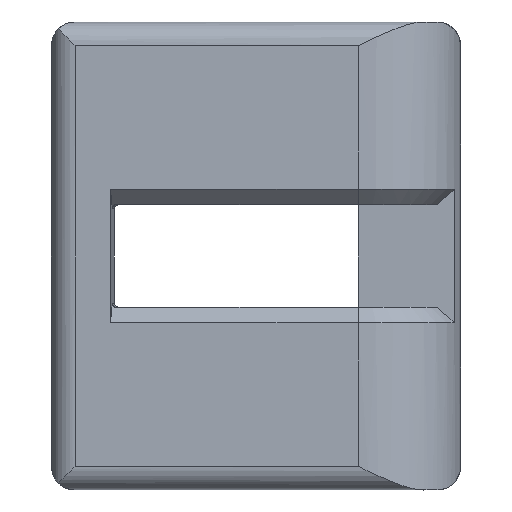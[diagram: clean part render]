
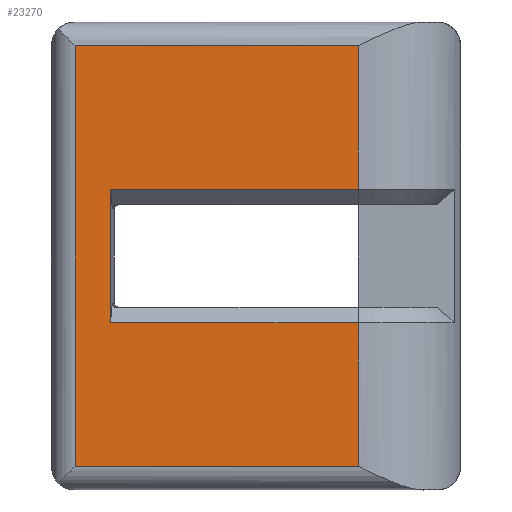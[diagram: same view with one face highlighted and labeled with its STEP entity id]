
A CAD part, left-side view. The second image highlights one B-rep face of the part: STEP entity #23270.
In plain terms, the highlighted planar face has unit normal (-1, 0, 0).
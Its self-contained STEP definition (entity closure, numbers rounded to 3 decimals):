
#17400=CARTESIAN_POINT('',(12.657,-14.848,
3.561));
#17410=VERTEX_POINT('',#17400);
#17810=CARTESIAN_POINT('',(12.657,-11.698,
3.561));
#17820=VERTEX_POINT('',#17810);
#17850=CARTESIAN_POINT('',(12.657,-13.273,
3.561));
#17860=DIRECTION('',(0.,-1.,0.));
#17870=VECTOR('',#17860,1.);
#17880=LINE('',#17850,#17870);
#17890=EDGE_CURVE('',#17820,#17410,#17880,.T.);
#18870=CARTESIAN_POINT('',(12.657,-14.848,
-0.427));
#18880=DIRECTION('',(0.,0.,1.));
#18890=VECTOR('',#18880,1.);
#18900=LINE('',#18870,#18890);
#18910=CARTESIAN_POINT('',(12.657,-14.848,
5.386));
#18920=VERTEX_POINT('',#18910);
#18930=EDGE_CURVE('',#17410,#18920,#18900,.T.);
#21380=CARTESIAN_POINT('',(12.657,-14.848,
0.036));
#21390=VERTEX_POINT('',#21380);
#21420=CARTESIAN_POINT('',(12.657,-14.848,
1.861));
#21430=VERTEX_POINT('',#21420);
#21440=EDGE_CURVE('',#21390,#21430,#18900,.T.);
#21690=CARTESIAN_POINT('',(12.657,-11.248,
5.386));
#21700=VERTEX_POINT('',#21690);
#21730=CARTESIAN_POINT('',(12.657,-11.248,0.));
#21740=DIRECTION('',(0.,0.,1.));
#21750=VECTOR('',#21740,1.);
#21760=LINE('',#21730,#21750);
#21770=CARTESIAN_POINT('',(12.657,-11.248,
0.036));
#21780=VERTEX_POINT('',#21770);
#21790=EDGE_CURVE('',#21780,#21700,#21760,.T.);
#22500=CARTESIAN_POINT('',(12.657,0.,0.036));
#22510=DIRECTION('',(0.,1.,0.));
#22520=VECTOR('',#22510,1.);
#22530=LINE('',#22500,#22520);
#22540=EDGE_CURVE('',#21390,#21780,#22530,.T.);
#22950=CARTESIAN_POINT('',(12.657,-14.938,
-0.413));
#22960=DIRECTION('',(-1.,0.,0.));
#22970=DIRECTION('',(0.,1.,0.));
#22980=AXIS2_PLACEMENT_3D('',#22950,#22960,#22970);
#22990=PLANE('',#22980);
#23000=ORIENTED_EDGE('',*,*,#18930,.T.);
#23010=ORIENTED_EDGE('',*,*,#17890,.T.);
#23020=CARTESIAN_POINT('',(12.657,-11.698,0.));
#23030=DIRECTION('',(0.,0.,-1.));
#23040=VECTOR('',#23030,1.);
#23050=LINE('',#23020,#23040);
#23060=CARTESIAN_POINT('',(12.657,-11.698,
1.861));
#23070=VERTEX_POINT('',#23060);
#23080=EDGE_CURVE('',#17820,#23070,#23050,.T.);
#23090=ORIENTED_EDGE('',*,*,#23080,.F.);
#23100=CARTESIAN_POINT('',(12.657,-13.273,
1.861));
#23110=DIRECTION('',(0.,-1.,0.));
#23120=VECTOR('',#23110,1.);
#23130=LINE('',#23100,#23120);
#23140=EDGE_CURVE('',#23070,#21430,#23130,.T.);
#23150=ORIENTED_EDGE('',*,*,#23140,.F.);
#23160=ORIENTED_EDGE('',*,*,#21440,.T.);
#23170=ORIENTED_EDGE('',*,*,#22540,.F.);
#23180=ORIENTED_EDGE('',*,*,#21790,.F.);
#23190=CARTESIAN_POINT('',(12.657,0.,5.386));
#23200=DIRECTION('',(0.,1.,0.));
#23210=VECTOR('',#23200,1.);
#23220=LINE('',#23190,#23210);
#23230=EDGE_CURVE('',#18920,#21700,#23220,.T.);
#23240=ORIENTED_EDGE('',*,*,#23230,.T.);
#23250=EDGE_LOOP('',(#23240,#23180,#23170,#23160,#23150,#23090,#23010,
#23000));
#23260=FACE_OUTER_BOUND('',#23250,.T.);
#23270=ADVANCED_FACE('',(#23260),#22990,.T.);
